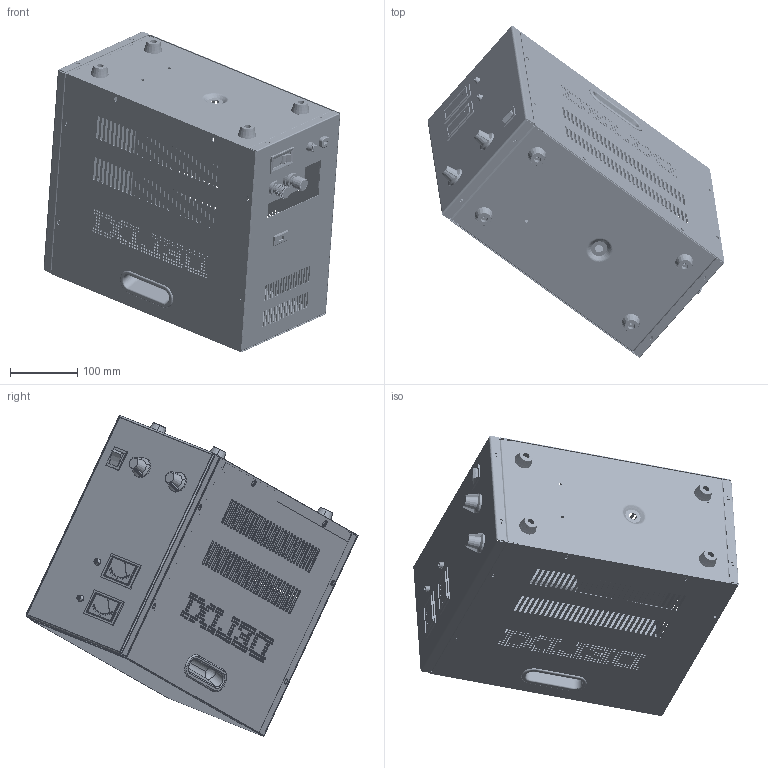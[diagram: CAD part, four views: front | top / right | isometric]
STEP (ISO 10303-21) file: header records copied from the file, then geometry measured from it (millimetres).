
FILE_DESCRIPTION(/* description */ (''),/* implementation_level */ '2;1');
FILE_NAME(/* name */ 'GCA-H-(6~48V)(6~36V)-20A三维图-202505_step.stp',/* time_stamp */ '2025-06-25T15:04:57+08:00',/* author */ (''),/* organization */ (''),/* preprocessor_version */ 'ST-DEVELOPER v20',/* originating_system */ 'SIEMENS PLM Software NX2312.1700',/* authorisation */ '');
FILE_SCHEMA (('AUTOMOTIVE_DESIGN { 1 0 10303 214 3 1 1 1 }'));
Products named in the file (21): 断路器支架2; 1P断路器1; 接线扣; GCA黑接线柱; GCA30A后板; 端子板; GCA旋钮; GCA30A波动开关; 指示灯绿zhishilv; 指示灯红zhishih; 保险旋钮2baoxian; GCA30A盖; GCA30A面板; 电压表指针; GCA30A底板; 强制开关qiangz; 长圆形提手扣-; GCA橡皮脚; GCA红接线柱; 断路器; GCA-H-6~48V-10~20A三维图-202505_step
Assembly tree (26 placements, depth 3):
  GCA-H-6~48V-10~20A三维图-202505_step
    GCA红接线柱
    GCA橡皮脚  x4
    长圆形提手扣-  x2
    断路器
      1P断路器1
      断路器支架2
    强制开关qiangz
    GCA30A底板
    电压表指针  x2
    GCA30A面板
    GCA30A盖
    保险旋钮2baoxian
    指示灯红zhishih
    指示灯绿zhishilv
    GCA30A波动开关
    GCA旋钮  x2
    端子板
    GCA30A后板
    GCA黑接线柱
    接线扣
Bounding box: 442.7 x 494.9 x 478.17 mm (x, y, z)
Volume: 730446.4 mm3; surface area: 1223075.4 mm2
Topology: 32 solids, 36 shells, 3292 faces, 9178 edges, 5953 vertices
Faces by surface type: cylinder 1905, plane 1171, cone 114, torus 60, bspline 30, sphere 8, extrusion 4
Entity records: 114220 total; most frequent: CARTESIAN_POINT 21251, DIRECTION 18773, ORIENTED_EDGE 17568, EDGE_CURVE 8784, AXIS2_PLACEMENT_3D 7147, VERTEX_POINT 5706, EDGE_LOOP 4624, VECTOR 4479
